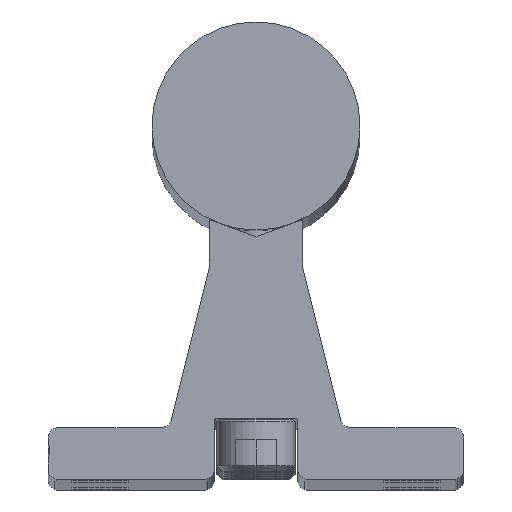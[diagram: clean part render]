
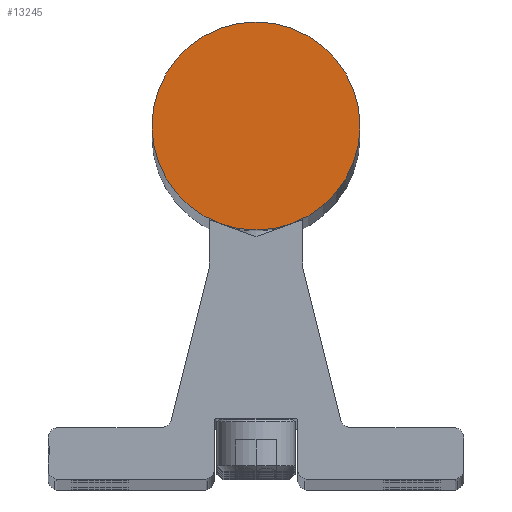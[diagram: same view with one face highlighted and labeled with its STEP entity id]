
A CAD part, top view. The second image highlights one B-rep face of the part: STEP entity #13245.
In plain terms, the highlighted planar face has unit normal (0, 0, 1).
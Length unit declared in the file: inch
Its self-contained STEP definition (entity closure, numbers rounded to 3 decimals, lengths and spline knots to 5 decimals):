
#479 = CIRCLE ( 'NONE', #5792, 0.625 ) ;
#599 = VERTEX_POINT ( 'NONE', #4778 ) ;
#1429 = CARTESIAN_POINT ( 'NONE',  ( 0., 2.125, 0. ) ) ;
#1751 = CARTESIAN_POINT ( 'NONE',  ( 0., 2.125, 0. ) ) ;
#2066 = AXIS2_PLACEMENT_3D ( 'NONE', #1751, #8980, #13285 ) ;
#2551 = DIRECTION ( 'NONE',  ( 0., 0., 1. ) ) ;
#2719 = ORIENTED_EDGE ( 'NONE', *, *, #4769, .T. ) ;
#3773 = DIRECTION ( 'NONE',  ( 1., 0., 0. ) ) ;
#4350 = VERTEX_POINT ( 'NONE', #12856 ) ;
#4769 = EDGE_CURVE ( 'NONE', #599, #4350, #479, .T. ) ;
#4778 = CARTESIAN_POINT ( 'NONE',  ( -0.625, 2.125, 0. ) ) ;
#5792 = AXIS2_PLACEMENT_3D ( 'NONE', #7815, #2551, #3773 ) ;
#6844 = CIRCLE ( 'NONE', #13367, 0.625 ) ;
#6888 = DIRECTION ( 'NONE',  ( 1., 0., 0. ) ) ;
#7815 = CARTESIAN_POINT ( 'NONE',  ( 0., 2.125, 0. ) ) ;
#7845 = ORIENTED_EDGE ( 'NONE', *, *, #8865, .T. ) ;
#7995 = FACE_OUTER_BOUND ( 'NONE', #10504, .T. ) ;
#8865 = EDGE_CURVE ( 'NONE', #4350, #599, #6844, .T. ) ;
#8980 = DIRECTION ( 'NONE',  ( 0., 0., 1. ) ) ;
#10228 = PLANE ( 'NONE',  #2066 ) ;
#10504 = EDGE_LOOP ( 'NONE', ( #7845, #2719 ) ) ;
#10962 = DIRECTION ( 'NONE',  ( 0., 0., 1. ) ) ;
#12856 = CARTESIAN_POINT ( 'NONE',  ( 0.625, 2.125, 0. ) ) ;
#13245 = ADVANCED_FACE ( 'NONE', ( #7995 ), #10228, .T. ) ;
#13285 = DIRECTION ( 'NONE',  ( 1., 0., 0. ) ) ;
#13367 = AXIS2_PLACEMENT_3D ( 'NONE', #1429, #10962, #6888 ) ;
